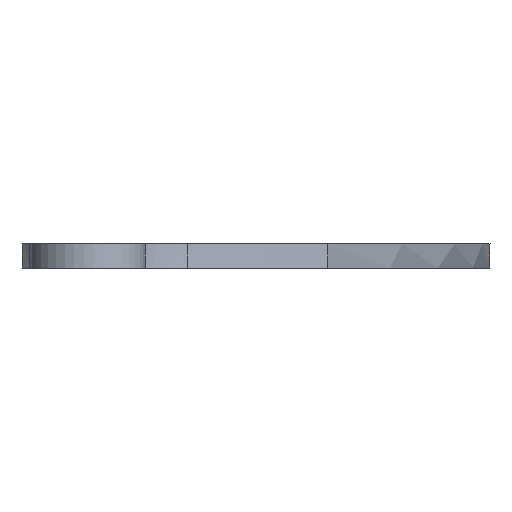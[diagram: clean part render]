
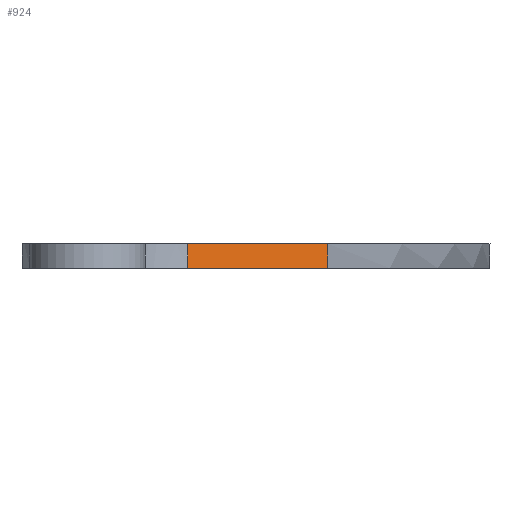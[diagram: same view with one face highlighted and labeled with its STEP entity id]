
A CAD part, left-side view. The second image highlights one B-rep face of the part: STEP entity #924.
In plain terms, the highlighted free-form (B-spline) face has degree [3, 1] with [12, 2] control points.
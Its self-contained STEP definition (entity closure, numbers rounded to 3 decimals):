
#40=B_SPLINE_CURVE_WITH_KNOTS('',3,(#2003,#2004,#2005,#2006,#2007,#2008),
 .UNSPECIFIED.,.F.,.F.,(4,1,1,4),(-8.626,-5.158,-3.679,
-3.508),.UNSPECIFIED.);
#51=B_SPLINE_CURVE_WITH_KNOTS('',3,(#2622,#2623,#2624,#2625,#2626,#2627),
 .UNSPECIFIED.,.F.,.F.,(4,1,1,4),(-12.523,-12.416,-11.488,
-9.311),.UNSPECIFIED.);
#59=B_SPLINE_SURFACE_WITH_KNOTS('',3,1,((#2941,#2942),(#2943,#2944),(#2945,
#2946),(#2947,#2948),(#2949,#2950),(#2951,#2952),(#2953,#2954),(#2955,#2956),
(#2957,#2958),(#2959,#2960),(#2961,#2962),(#2963,#2964)),.UNSPECIFIED.,
 .F.,.F.,.F.,(4,1,1,1,1,1,1,1,1,4),(2,2),(0.,1.917,3.834,
7.667,11.334,15.,16.212,17.423,
18.325,19.227),(0.,1.081),.UNSPECIFIED.);
#153=FACE_OUTER_BOUND('',#216,.T.);
#216=EDGE_LOOP('',(#843,#844,#845,#846));
#254=LINE('',#2265,#320);
#272=LINE('',#2848,#338);
#320=VECTOR('',#1063,10.);
#338=VECTOR('',#1107,10.);
#413=VERTEX_POINT('',#1986);
#414=VERTEX_POINT('',#2002);
#439=VERTEX_POINT('',#2172);
#454=VERTEX_POINT('',#2506);
#513=EDGE_CURVE('',#414,#413,#40,.T.);
#544=EDGE_CURVE('',#413,#439,#254,.T.);
#562=EDGE_CURVE('',#439,#454,#51,.T.);
#582=EDGE_CURVE('',#454,#414,#272,.T.);
#843=ORIENTED_EDGE('',*,*,#544,.T.);
#844=ORIENTED_EDGE('',*,*,#562,.T.);
#845=ORIENTED_EDGE('',*,*,#582,.T.);
#846=ORIENTED_EDGE('',*,*,#513,.T.);
#924=ADVANCED_FACE('',(#153),#59,.T.);
#1063=DIRECTION('',(0.,0.,-1.));
#1107=DIRECTION('',(0.,0.,1.));
#1986=CARTESIAN_POINT('',(70.883,92.557,6.3));
#2002=CARTESIAN_POINT('',(92.086,56.255,6.3));
#2003=CARTESIAN_POINT('Ctrl Pts',(92.086,56.255,6.3));
#2004=CARTESIAN_POINT('Ctrl Pts',(86.364,63.8,6.3));
#2005=CARTESIAN_POINT('Ctrl Pts',(79.978,76.243,6.3));
#2006=CARTESIAN_POINT('Ctrl Pts',(73.68,87.791,6.3));
#2007=CARTESIAN_POINT('Ctrl Pts',(71.152,92.108,6.3));
#2008=CARTESIAN_POINT('Ctrl Pts',(70.883,92.557,6.3));
#2172=CARTESIAN_POINT('',(70.883,92.557,0.));
#2265=CARTESIAN_POINT('',(70.883,92.557,6.3));
#2506=CARTESIAN_POINT('',(92.086,56.255,0.));
#2622=CARTESIAN_POINT('Ctrl Pts',(70.883,92.557,0.));
#2623=CARTESIAN_POINT('Ctrl Pts',(71.152,92.108,0.));
#2624=CARTESIAN_POINT('Ctrl Pts',(73.68,87.791,0.));
#2625=CARTESIAN_POINT('Ctrl Pts',(79.978,76.243,0.));
#2626=CARTESIAN_POINT('Ctrl Pts',(86.364,63.8,0.));
#2627=CARTESIAN_POINT('Ctrl Pts',(92.086,56.255,0.));
#2848=CARTESIAN_POINT('',(92.086,56.255,6.3));
#2941=CARTESIAN_POINT('Ctrl Pts',(199.023,2.631,7.656));
#2942=CARTESIAN_POINT('Ctrl Pts',(199.023,2.631,-3.159));
#2943=CARTESIAN_POINT('Ctrl Pts',(193.159,1.671,7.656));
#2944=CARTESIAN_POINT('Ctrl Pts',(193.159,1.671,-3.159));
#2945=CARTESIAN_POINT('Ctrl Pts',(179.917,6.799,7.656));
#2946=CARTESIAN_POINT('Ctrl Pts',(179.917,6.799,-3.159));
#2947=CARTESIAN_POINT('Ctrl Pts',(156.362,14.75,7.656));
#2948=CARTESIAN_POINT('Ctrl Pts',(156.362,14.75,-3.159));
#2949=CARTESIAN_POINT('Ctrl Pts',(128.403,29.484,7.656));
#2950=CARTESIAN_POINT('Ctrl Pts',(128.403,29.484,-3.159));
#2951=CARTESIAN_POINT('Ctrl Pts',(94.807,47.192,7.656));
#2952=CARTESIAN_POINT('Ctrl Pts',(94.807,47.192,-3.159));
#2953=CARTESIAN_POINT('Ctrl Pts',(81.216,73.973,7.656));
#2954=CARTESIAN_POINT('Ctrl Pts',(81.216,73.973,-3.159));
#2955=CARTESIAN_POINT('Ctrl Pts',(72.072,90.739,7.656));
#2956=CARTESIAN_POINT('Ctrl Pts',(72.072,90.739,-3.159));
#2957=CARTESIAN_POINT('Ctrl Pts',(64.89,102.508,7.656));
#2958=CARTESIAN_POINT('Ctrl Pts',(64.89,102.508,-3.159));
#2959=CARTESIAN_POINT('Ctrl Pts',(55.439,97.45,7.656));
#2960=CARTESIAN_POINT('Ctrl Pts',(55.439,97.45,-3.159));
#2961=CARTESIAN_POINT('Ctrl Pts',(49.242,95.426,7.656));
#2962=CARTESIAN_POINT('Ctrl Pts',(49.242,95.426,-3.159));
#2963=CARTESIAN_POINT('Ctrl Pts',(47.018,93.894,7.656));
#2964=CARTESIAN_POINT('Ctrl Pts',(47.018,93.894,-3.159));
